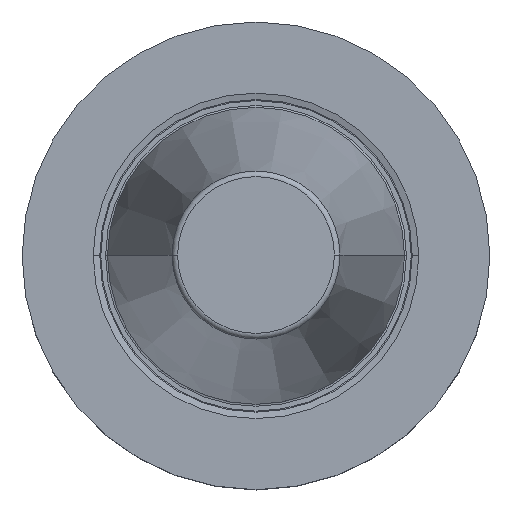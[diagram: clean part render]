
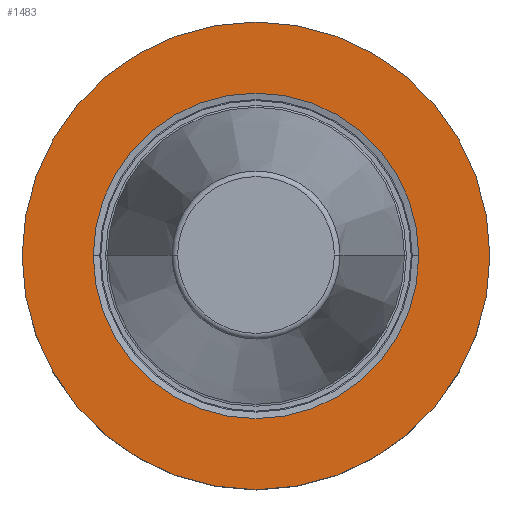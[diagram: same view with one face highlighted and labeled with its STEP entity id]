
A CAD part, top view. The second image highlights one B-rep face of the part: STEP entity #1483.
In plain terms, the highlighted planar face has unit normal (0, 0, 1).
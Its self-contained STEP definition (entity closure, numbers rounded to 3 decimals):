
#114=CARTESIAN_POINT('',(0.,0.,-3.2));
#115=DIRECTION('',(0.,0.,1.));
#116=DIRECTION('',(1.,0.,0.));
#117=AXIS2_PLACEMENT_3D('',#114,#115,#116);
#122=CARTESIAN_POINT('',(0.,0.,-3.2));
#123=DIRECTION('',(0.,0.,-1.));
#124=DIRECTION('',(1.,0.,0.));
#125=AXIS2_PLACEMENT_3D('',#122,#123,#124);
#130=CARTESIAN_POINT('',(0.,0.,-3.2));
#131=DIRECTION('',(0.,0.,1.));
#132=DIRECTION('',(1.,0.,0.));
#133=AXIS2_PLACEMENT_3D('',#130,#131,#132);
#138=CARTESIAN_POINT('',(0.,0.,-3.2));
#139=DIRECTION('',(0.,0.,1.));
#140=DIRECTION('',(-1.,0.,0.));
#141=AXIS2_PLACEMENT_3D('',#138,#139,#140);
#1288=CARTESIAN_POINT('',(25.,0.,-3.2));
#1289=CARTESIAN_POINT('',(-25.,0.,-3.2));
#1290=VERTEX_POINT('',#1288);
#1291=VERTEX_POINT('',#1289);
#1354=CARTESIAN_POINT('',(17.396,0.,-3.2));
#1355=VERTEX_POINT('',#1354);
#1358=CARTESIAN_POINT('',(-17.396,0.,-3.2));
#1359=VERTEX_POINT('',#1358);
#1468=CARTESIAN_POINT('',(0.,0.,-3.2));
#1469=DIRECTION('',(0.,0.,-1.));
#1470=DIRECTION('',(-1.,0.,0.));
#1471=AXIS2_PLACEMENT_3D('',#1468,#1469,#1470);
#1472=PLANE('',#1471);
#1473=ORIENTED_EDGE('',*,*,#1448,.F.);
#1474=ORIENTED_EDGE('',*,*,#1389,.T.);
#1475=EDGE_LOOP('',(#1473,#1474));
#1476=FACE_OUTER_BOUND('',#1475,.F.);
#1478=ORIENTED_EDGE('',*,*,#1477,.T.);
#1480=ORIENTED_EDGE('',*,*,#1479,.T.);
#1481=EDGE_LOOP('',(#1478,#1480));
#1482=FACE_BOUND('',#1481,.F.);
#118=CIRCLE('',#117,25.);
#126=CIRCLE('',#125,25.);
#134=CIRCLE('',#133,17.396);
#142=CIRCLE('',#141,17.396);
#1389=EDGE_CURVE('',#1290,#1291,#126,.T.);
#1448=EDGE_CURVE('',#1290,#1291,#118,.T.);
#1477=EDGE_CURVE('',#1355,#1359,#134,.T.);
#1479=EDGE_CURVE('',#1359,#1355,#142,.T.);
#1483=ADVANCED_FACE('',(#1476,#1482),#1472,.F.);
